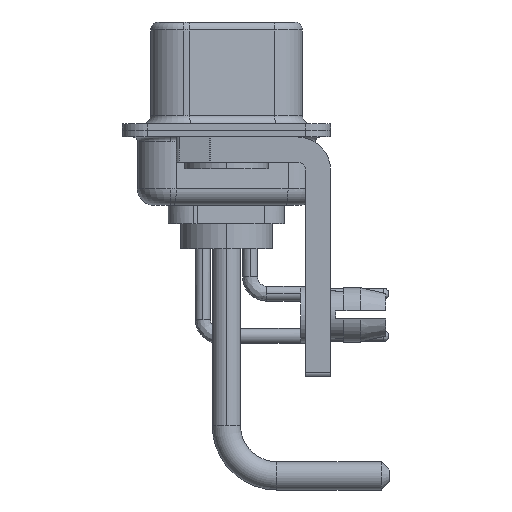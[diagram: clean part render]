
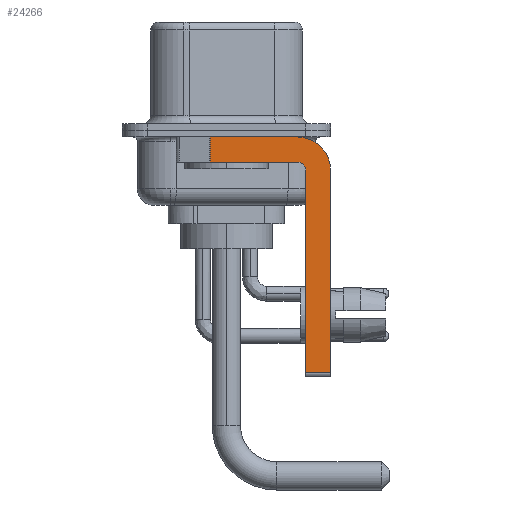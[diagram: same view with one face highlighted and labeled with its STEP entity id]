
A CAD part, left-side view. The second image highlights one B-rep face of the part: STEP entity #24266.
In plain terms, the highlighted planar face has unit normal (-1, 0, 0).
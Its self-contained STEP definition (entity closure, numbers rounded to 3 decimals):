
#34 = EDGE_CURVE ( 'NONE', #2381, #13844, #14453, .T. ) ;
#228 = ORIENTED_EDGE ( 'NONE', *, *, #12583, .T. ) ;
#715 = LINE ( 'NONE', #19678, #11008 ) ;
#754 = CARTESIAN_POINT ( 'NONE',  ( -2.9, -6.25, -14.55 ) ) ;
#938 = CARTESIAN_POINT ( 'NONE',  ( -2.9, -4.25, -2.4 ) ) ;
#1584 = ORIENTED_EDGE ( 'NONE', *, *, #8829, .F. ) ;
#2381 = VERTEX_POINT ( 'NONE', #10729 ) ;
#3346 = VECTOR ( 'NONE', #6961, 1000. ) ;
#3705 = DIRECTION ( 'NONE',  ( 0., 0., -1. ) ) ;
#4038 = CARTESIAN_POINT ( 'NONE',  ( -2.9, -4.25, -1.9 ) ) ;
#4326 = AXIS2_PLACEMENT_3D ( 'NONE', #938, #14233, #10586 ) ;
#4730 = AXIS2_PLACEMENT_3D ( 'NONE', #19017, #12875, #3705 ) ;
#4792 = CARTESIAN_POINT ( 'NONE',  ( -2.9, -4.75, -14.8 ) ) ;
#5025 = DIRECTION ( 'NONE',  ( 0., -1., 0. ) ) ;
#5137 = ORIENTED_EDGE ( 'NONE', *, *, #9327, .F. ) ;
#5216 = ORIENTED_EDGE ( 'NONE', *, *, #12150, .T. ) ;
#6728 = CARTESIAN_POINT ( 'NONE',  ( -2.9, -4.25, -1.9 ) ) ;
#6961 = DIRECTION ( 'NONE',  ( 0., 1., 0. ) ) ;
#7620 = VERTEX_POINT ( 'NONE', #24482 ) ;
#7957 = ORIENTED_EDGE ( 'NONE', *, *, #14828, .F. ) ;
#8080 = CARTESIAN_POINT ( 'NONE',  ( -2.9, -4.25, -14.55 ) ) ;
#8122 = VERTEX_POINT ( 'NONE', #754 ) ;
#8829 = EDGE_CURVE ( 'NONE', #21270, #23045, #18283, .T. ) ;
#9027 = CARTESIAN_POINT ( 'NONE',  ( -2.9, -4.25, -0.4 ) ) ;
#9084 = FACE_OUTER_BOUND ( 'NONE', #18022, .T. ) ;
#9327 = EDGE_CURVE ( 'NONE', #7620, #12756, #22131, .T. ) ;
#9331 = PLANE ( 'NONE',  #4730 ) ;
#9668 = DIRECTION ( 'NONE',  ( 0., 0., -1. ) ) ;
#10586 = DIRECTION ( 'NONE',  ( 0., 0., 1. ) ) ;
#10676 = CARTESIAN_POINT ( 'NONE',  ( -2.9, 3., -0.4 ) ) ;
#10729 = CARTESIAN_POINT ( 'NONE',  ( -2.9, 0.978, -0.4 ) ) ;
#10856 = AXIS2_PLACEMENT_3D ( 'NONE', #19098, #11190, #9668 ) ;
#11008 = VECTOR ( 'NONE', #16047, 1000. ) ;
#11190 = DIRECTION ( 'NONE',  ( 1., 0., 0. ) ) ;
#11612 = LINE ( 'NONE', #8080, #12642 ) ;
#12150 = EDGE_CURVE ( 'NONE', #2381, #23045, #715, .T. ) ;
#12241 = ORIENTED_EDGE ( 'NONE', *, *, #18367, .F. ) ;
#12583 = EDGE_CURVE ( 'NONE', #7620, #8122, #11612, .T. ) ;
#12642 = VECTOR ( 'NONE', #15768, 1000. ) ;
#12756 = VERTEX_POINT ( 'NONE', #14599 ) ;
#12875 = DIRECTION ( 'NONE',  ( 1., 0., 0. ) ) ;
#13068 = VECTOR ( 'NONE', #19165, 1000. ) ;
#13136 = CARTESIAN_POINT ( 'NONE',  ( -2.9, -6.25, -2.4 ) ) ;
#13844 = VERTEX_POINT ( 'NONE', #9027 ) ;
#14233 = DIRECTION ( 'NONE',  ( -1., 0., 0. ) ) ;
#14453 = LINE ( 'NONE', #10676, #24022 ) ;
#14577 = DIRECTION ( 'NONE',  ( 0., 0., 1. ) ) ;
#14599 = CARTESIAN_POINT ( 'NONE',  ( -2.9, -4.75, -2.4 ) ) ;
#14828 = EDGE_CURVE ( 'NONE', #12756, #21270, #17103, .T. ) ;
#15198 = CARTESIAN_POINT ( 'NONE',  ( -2.9, 0.978, -1.9 ) ) ;
#15317 = CARTESIAN_POINT ( 'NONE',  ( -2.9, -6.25, -2.4 ) ) ;
#15744 = ORIENTED_EDGE ( 'NONE', *, *, #34, .F. ) ;
#15768 = DIRECTION ( 'NONE',  ( 0., -1., 0. ) ) ;
#16047 = DIRECTION ( 'NONE',  ( 0., 0., -1. ) ) ;
#17103 = CIRCLE ( 'NONE', #4326, 0.5 ) ;
#18022 = EDGE_LOOP ( 'NONE', ( #15744, #5216, #1584, #7957, #5137, #228, #21882, #12241 ) ) ;
#18283 = LINE ( 'NONE', #6728, #3346 ) ;
#18367 = EDGE_CURVE ( 'NONE', #13844, #21782, #21713, .T. ) ;
#19017 = CARTESIAN_POINT ( 'NONE',  ( -2.9, -4.25, -2.4 ) ) ;
#19098 = CARTESIAN_POINT ( 'NONE',  ( -2.9, -4.25, -2.4 ) ) ;
#19165 = DIRECTION ( 'NONE',  ( 0., 0., -1. ) ) ;
#19678 = CARTESIAN_POINT ( 'NONE',  ( -2.9, 0.978, -1.9 ) ) ;
#20260 = EDGE_CURVE ( 'NONE', #21782, #8122, #21066, .T. ) ;
#21066 = LINE ( 'NONE', #13136, #13068 ) ;
#21270 = VERTEX_POINT ( 'NONE', #4038 ) ;
#21713 = CIRCLE ( 'NONE', #10856, 2. ) ;
#21782 = VERTEX_POINT ( 'NONE', #15317 ) ;
#21882 = ORIENTED_EDGE ( 'NONE', *, *, #20260, .F. ) ;
#22131 = LINE ( 'NONE', #4792, #22624 ) ;
#22624 = VECTOR ( 'NONE', #14577, 1000. ) ;
#23045 = VERTEX_POINT ( 'NONE', #15198 ) ;
#24022 = VECTOR ( 'NONE', #5025, 1000. ) ;
#24266 = ADVANCED_FACE ( 'NONE', ( #9084 ), #9331, .F. ) ;
#24482 = CARTESIAN_POINT ( 'NONE',  ( -2.9, -4.75, -14.55 ) ) ;
